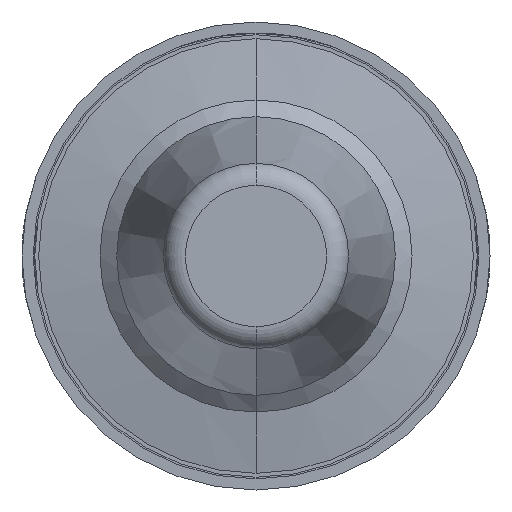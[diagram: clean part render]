
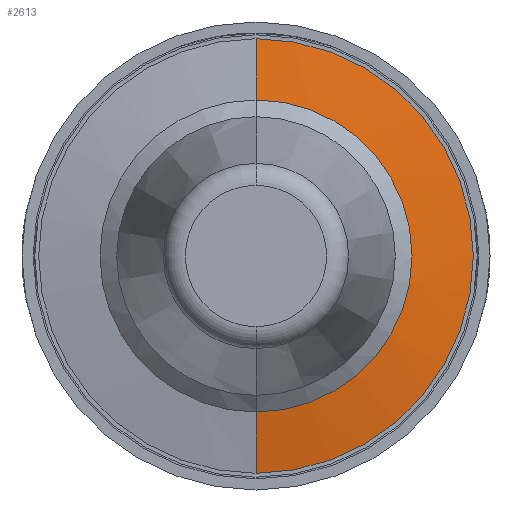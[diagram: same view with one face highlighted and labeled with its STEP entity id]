
A CAD part, front view. The second image highlights one B-rep face of the part: STEP entity #2613.
In plain terms, the highlighted conical face has half-angle 80.134 degrees and reference radius 0.8 mm.
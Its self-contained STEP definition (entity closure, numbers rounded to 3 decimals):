
#181 = FACE_OUTER_BOUND ( 'NONE', #538, .T. ) ;
#368 = CIRCLE ( 'NONE', #3526, 0.883 ) ;
#369 = EDGE_CURVE ( 'NONE', #4692, #1472, #2047, .T. ) ;
#538 = EDGE_LOOP ( 'NONE', ( #899, #1135, #1492, #4013 ) ) ;
#638 = CIRCLE ( 'NONE', #3245, 1.95 ) ;
#795 = CARTESIAN_POINT ( 'NONE',  ( 0., -29.7, -1.95 ) ) ;
#899 = ORIENTED_EDGE ( 'NONE', *, *, #5740, .T. ) ;
#961 = CARTESIAN_POINT ( 'NONE',  ( 0., -29.9, 0.8 ) ) ;
#1110 = DIRECTION ( 'NONE',  ( 0., 1., 0. ) ) ;
#1135 = ORIENTED_EDGE ( 'NONE', *, *, #3176, .T. ) ;
#1290 = LINE ( 'NONE', #1719, #3920 ) ;
#1457 = DIRECTION ( 'NONE',  ( 0., 1., 0. ) ) ;
#1472 = VERTEX_POINT ( 'NONE', #4300 ) ;
#1492 = ORIENTED_EDGE ( 'NONE', *, *, #4881, .F. ) ;
#1719 = CARTESIAN_POINT ( 'NONE',  ( 0., -29.9, -0.8 ) ) ;
#1787 = VECTOR ( 'NONE', #3619, 1000. ) ;
#1900 = DIRECTION ( 'NONE',  ( 0., 0., 1. ) ) ;
#2047 = LINE ( 'NONE', #961, #1787 ) ;
#2613 = ADVANCED_FACE ( 'Defeature ausgef�hrt1_20', ( #181 ), #4593, .T. ) ;
#3079 = DIRECTION ( 'NONE',  ( 0., 1., 0. ) ) ;
#3176 = EDGE_CURVE ( 'NONE', #3769, #4422, #1290, .T. ) ;
#3245 = AXIS2_PLACEMENT_3D ( 'NONE', #4086, #1457, #1900 ) ;
#3526 = AXIS2_PLACEMENT_3D ( 'NONE', #3546, #3079, #3998 ) ;
#3546 = CARTESIAN_POINT ( 'NONE',  ( 0., -29.886, 0. ) ) ;
#3619 = DIRECTION ( 'NONE',  ( 0., 0.171, 0.985 ) ) ;
#3769 = VERTEX_POINT ( 'NONE', #4926 ) ;
#3920 = VECTOR ( 'NONE', #4963, 1000. ) ;
#3998 = DIRECTION ( 'NONE',  ( 0., 0., 1. ) ) ;
#4013 = ORIENTED_EDGE ( 'NONE', *, *, #369, .F. ) ;
#4086 = CARTESIAN_POINT ( 'NONE',  ( 0., -29.7, 0. ) ) ;
#4161 = DIRECTION ( 'NONE',  ( 0., 0., 1. ) ) ;
#4300 = CARTESIAN_POINT ( 'NONE',  ( 0., -29.7, 1.95 ) ) ;
#4348 = CARTESIAN_POINT ( 'NONE',  ( 0., -29.886, 0.883 ) ) ;
#4422 = VERTEX_POINT ( 'NONE', #795 ) ;
#4428 = AXIS2_PLACEMENT_3D ( 'NONE', #4687, #1110, #4161 ) ;
#4593 = CONICAL_SURFACE ( 'NONE', #4428, 0.8, 1.399 ) ;
#4687 = CARTESIAN_POINT ( 'NONE',  ( 0., -29.9, 0. ) ) ;
#4692 = VERTEX_POINT ( 'NONE', #4348 ) ;
#4881 = EDGE_CURVE ( 'Defeature ausgef�hrt1_21+Defeature ausgef�hrt1_20+Defeature ausgef�hrt1_20+Defeature ausgef�hrt1_20', #1472, #4422, #638, .T. ) ;
#4926 = CARTESIAN_POINT ( 'NONE',  ( 0., -29.886, -0.883 ) ) ;
#4963 = DIRECTION ( 'NONE',  ( 0., 0.171, -0.985 ) ) ;
#5740 = EDGE_CURVE ( 'Defeature ausgef�hrt1_20+Defeature ausgef�hrt1_24+Defeature ausgef�hrt1_24+Defeature ausgef�hrt1_24', #4692, #3769, #368, .T. ) ;
